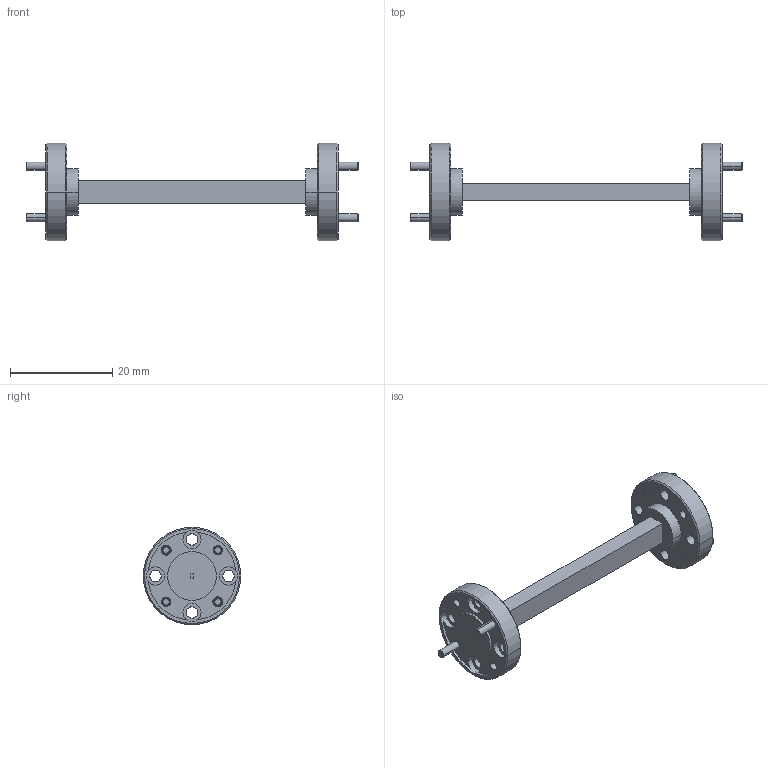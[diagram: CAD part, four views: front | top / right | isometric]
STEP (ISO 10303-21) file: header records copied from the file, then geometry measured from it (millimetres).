
FILE_DESCRIPTION (( 'STEP AP203' ), '1' );
FILE_NAME ('SWG-03023-FB-A-2.25-P.STEP', '2021-11-24T00:11:42', ( '' ), ( '' ), 'SwSTEP 2.0', 'SolidWorks 2021', '' );
FILE_SCHEMA (( 'CONFIG_CONTROL_DESIGN' ));
Length unit declared in the file: inch
Products named in the file (1): SWG-03023-FB-A-2.25-P
Bounding box: 64.9 x 19.05 x 19.05 mm (x, y, z)
Volume: 2952.9 mm3; surface area: 2929.7 mm2
Topology: 5 solids, 5 shells, 156 faces, 384 edges, 248 vertices
Faces by surface type: cylinder 76, cone 40, plane 40
Entity records: 4835 total; most frequent: DIRECTION 922, CARTESIAN_POINT 789, ORIENTED_EDGE 768, EDGE_CURVE 384, AXIS2_PLACEMENT_3D 381, VERTEX_POINT 248, CIRCLE 224, EDGE_LOOP 198
